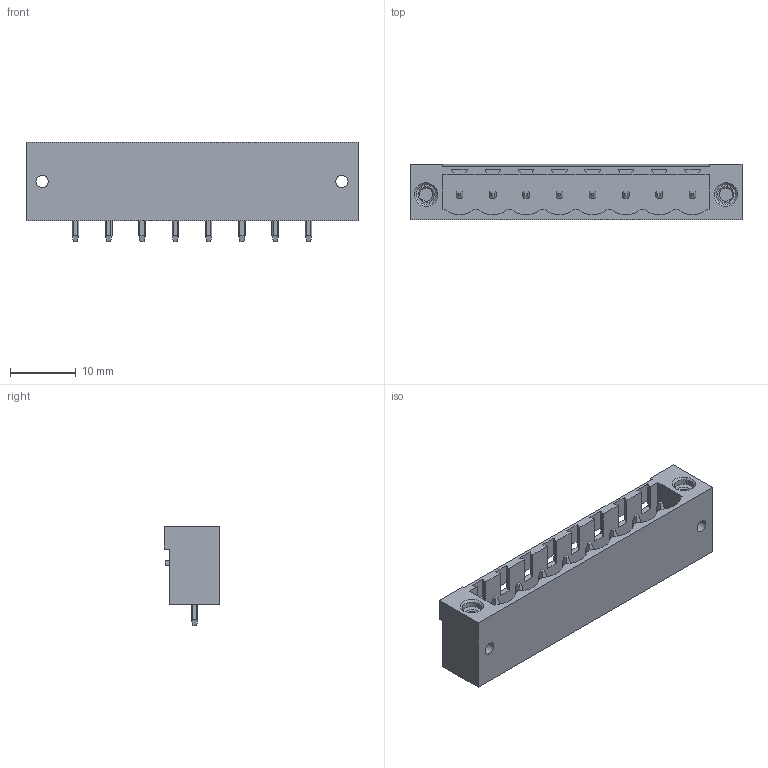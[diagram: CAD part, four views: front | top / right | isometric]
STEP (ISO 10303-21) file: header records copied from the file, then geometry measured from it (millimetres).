
FILE_DESCRIPTION(('CATIA V5 STEP Exchange','CAx-IF Rec.Pracs.--- Model Styling and Organization---1.2---2011-12-15'),'2;1');
FILE_NAME ('D1449040_0', '2018-10-27T02:46:43+00:00', ('none'), ('Weidmueller'), 'CATIA Version 5-6 Release 2014', 'CATIA V5 STEP AP214', 'none');
FILE_SCHEMA(('AUTOMOTIVE_DESIGN { 1 0 10303 214 1 1 1 1 }'));
Length unit declared in the file: millimetre
Products named in the file (1): 1147320000
Bounding box: 50.64 x 8.43 x 15.2 mm (x, y, z)
Volume: 2443.4 mm3; surface area: 4165.6 mm2
Topology: 11 solids, 11 shells, 401 faces, 1162 edges, 771 vertices
Faces by surface type: plane 291, cylinder 94, cone 16
Entity records: 12282 total; most frequent: CARTESIAN_POINT 2622, ORIENTED_EDGE 2324, DIRECTION 1450, EDGE_CURVE 1162, VECTOR 830, LINE 830, VERTEX_POINT 771, EDGE_LOOP 437
